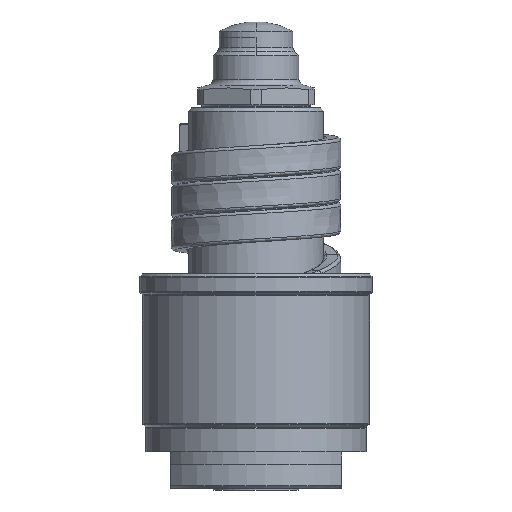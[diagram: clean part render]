
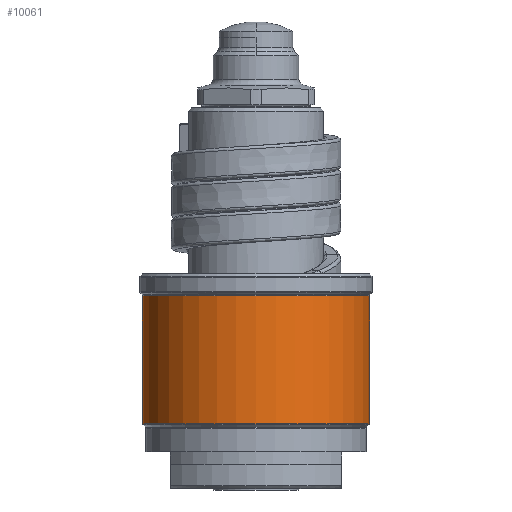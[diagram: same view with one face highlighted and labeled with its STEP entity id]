
A CAD part, front view. The second image highlights one B-rep face of the part: STEP entity #10061.
In plain terms, the highlighted cylindrical face has radius 18.5 mm (diameter 37 mm), a partial arc.
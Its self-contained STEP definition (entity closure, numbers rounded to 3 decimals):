
#3091=CARTESIAN_POINT('',(0.,0.,10.583));
#3092=DIRECTION('',(0.,0.,1.));
#3093=DIRECTION('',(-1.,0.,0.));
#3094=AXIS2_PLACEMENT_3D('',#3091,#3092,#3093);
#3096=DIRECTION('',(0.,0.,-1.));
#3097=VECTOR('',#3096,20.834);
#3098=CARTESIAN_POINT('',(-18.5,0.,31.417));
#3099=LINE('',#3098,#3097);
#3100=CARTESIAN_POINT('',(0.,0.,31.417));
#3101=DIRECTION('',(0.,0.,1.));
#3102=DIRECTION('',(-1.,0.,0.));
#3103=AXIS2_PLACEMENT_3D('',#3100,#3101,#3102);
#3105=DIRECTION('',(0.,0.,-1.));
#3106=VECTOR('',#3105,20.834);
#3107=CARTESIAN_POINT('',(18.5,0.,31.417));
#3108=LINE('',#3107,#3106);
#5753=CARTESIAN_POINT('',(18.5,0.,31.417));
#5754=CARTESIAN_POINT('',(-18.5,0.,31.417));
#5755=VERTEX_POINT('',#5753);
#5756=VERTEX_POINT('',#5754);
#5779=CARTESIAN_POINT('',(18.5,0.,10.583));
#5780=VERTEX_POINT('',#5779);
#5781=CARTESIAN_POINT('',(-18.5,0.,10.583));
#5782=VERTEX_POINT('',#5781);
#10049=CARTESIAN_POINT('',(0.,0.,8.75));
#10050=DIRECTION('',(0.,0.,1.));
#10051=DIRECTION('',(-1.,0.,0.));
#10052=AXIS2_PLACEMENT_3D('',#10049,#10050,#10051);
#10053=CYLINDRICAL_SURFACE('',#10052,18.5);
#10054=ORIENTED_EDGE('',*,*,#7656,.F.);
#10055=ORIENTED_EDGE('',*,*,#7637,.F.);
#10057=ORIENTED_EDGE('',*,*,#10056,.T.);
#10058=ORIENTED_EDGE('',*,*,#7633,.T.);
#10059=EDGE_LOOP('',(#10054,#10055,#10057,#10058));
#10060=FACE_OUTER_BOUND('',#10059,.F.);
#3095=CIRCLE('',#3094,18.5);
#3104=CIRCLE('',#3103,18.5);
#7633=EDGE_CURVE('',#5755,#5780,#3108,.T.);
#7637=EDGE_CURVE('',#5756,#5782,#3099,.T.);
#7656=EDGE_CURVE('',#5782,#5780,#3095,.T.);
#10056=EDGE_CURVE('',#5756,#5755,#3104,.T.);
#10061=ADVANCED_FACE('',(#10060),#10053,.T.);
